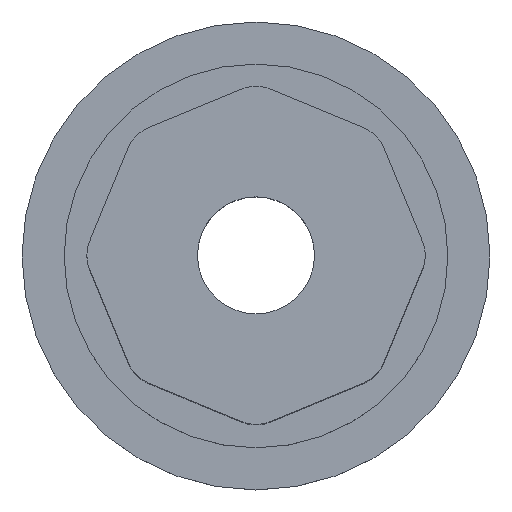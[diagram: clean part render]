
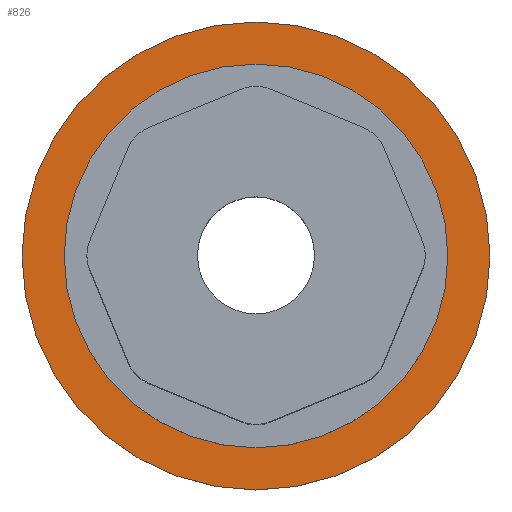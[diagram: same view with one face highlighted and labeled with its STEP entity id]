
A CAD part, top view. The second image highlights one B-rep face of the part: STEP entity #826.
In plain terms, the highlighted planar face has unit normal (0, 0, 1).
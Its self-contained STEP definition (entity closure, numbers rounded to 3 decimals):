
#40 = CIRCLE ( 'NONE', #1485, 25. ) ;
#94 = FACE_OUTER_BOUND ( 'NONE', #927, .T. ) ;
#115 = FACE_BOUND ( 'NONE', #938, .T. ) ;
#184 = DIRECTION ( 'NONE',  ( 0., 0., -1. ) ) ;
#193 = CARTESIAN_POINT ( 'NONE',  ( 0., 0., 0. ) ) ;
#223 = DIRECTION ( 'NONE',  ( -1., 0., 0. ) ) ;
#251 = DIRECTION ( 'NONE',  ( 0., 0., -1. ) ) ;
#378 = DIRECTION ( 'NONE',  ( -1., 0., 0. ) ) ;
#387 = DIRECTION ( 'NONE',  ( 0., 0., -1. ) ) ;
#404 = CARTESIAN_POINT ( 'NONE',  ( 0., 0., 0. ) ) ;
#475 = CARTESIAN_POINT ( 'NONE',  ( 0., 0., 0. ) ) ;
#581 = CARTESIAN_POINT ( 'NONE',  ( -20.5, 0., 0. ) ) ;
#583 = CARTESIAN_POINT ( 'NONE',  ( 20.5, 0., 0. ) ) ;
#740 = CARTESIAN_POINT ( 'NONE',  ( 0., 0., 0. ) ) ;
#821 = ORIENTED_EDGE ( 'NONE', *, *, #1262, .F. ) ;
#824 = ORIENTED_EDGE ( 'NONE', *, *, #1643, .F. ) ;
#826 = ADVANCED_FACE ( 'NONE', ( #115, #94 ), #1025, .F. ) ;
#832 = ORIENTED_EDGE ( 'NONE', *, *, #1717, .T. ) ;
#835 = ORIENTED_EDGE ( 'NONE', *, *, #1676, .T. ) ;
#926 = CIRCLE ( 'NONE', #1394, 20.5 ) ;
#927 = EDGE_LOOP ( 'NONE', ( #824, #821 ) ) ;
#938 = EDGE_LOOP ( 'NONE', ( #835, #832 ) ) ;
#985 = CARTESIAN_POINT ( 'NONE',  ( 25., 0., 0. ) ) ;
#1007 = DIRECTION ( 'NONE',  ( 0., 0., -1. ) ) ;
#1025 = PLANE ( 'NONE',  #1760 ) ;
#1031 = DIRECTION ( 'NONE',  ( -1., 0., 0. ) ) ;
#1049 = VERTEX_POINT ( 'NONE', #1287 ) ;
#1051 = CARTESIAN_POINT ( 'NONE',  ( 0., 0., 0. ) ) ;
#1079 = VERTEX_POINT ( 'NONE', #985 ) ;
#1084 = VERTEX_POINT ( 'NONE', #583 ) ;
#1087 = VERTEX_POINT ( 'NONE', #581 ) ;
#1089 = CIRCLE ( 'NONE', #1423, 20.5 ) ;
#1142 = CIRCLE ( 'NONE', #1432, 25. ) ;
#1248 = DIRECTION ( 'NONE',  ( -1., 0., 0. ) ) ;
#1262 = EDGE_CURVE ( 'NONE', #1049, #1079, #40, .T. ) ;
#1287 = CARTESIAN_POINT ( 'NONE',  ( -25., 0., 0. ) ) ;
#1394 = AXIS2_PLACEMENT_3D ( 'NONE', #740, #1595, #1248 ) ;
#1423 = AXIS2_PLACEMENT_3D ( 'NONE', #404, #387, #378 ) ;
#1432 = AXIS2_PLACEMENT_3D ( 'NONE', #475, #184, #1568 ) ;
#1485 = AXIS2_PLACEMENT_3D ( 'NONE', #193, #251, #223 ) ;
#1568 = DIRECTION ( 'NONE',  ( -1., 0., 0. ) ) ;
#1595 = DIRECTION ( 'NONE',  ( 0., 0., -1. ) ) ;
#1643 = EDGE_CURVE ( 'NONE', #1079, #1049, #1142, .T. ) ;
#1676 = EDGE_CURVE ( 'NONE', #1087, #1084, #1089, .T. ) ;
#1717 = EDGE_CURVE ( 'NONE', #1084, #1087, #926, .T. ) ;
#1760 = AXIS2_PLACEMENT_3D ( 'NONE', #1051, #1007, #1031 ) ;
